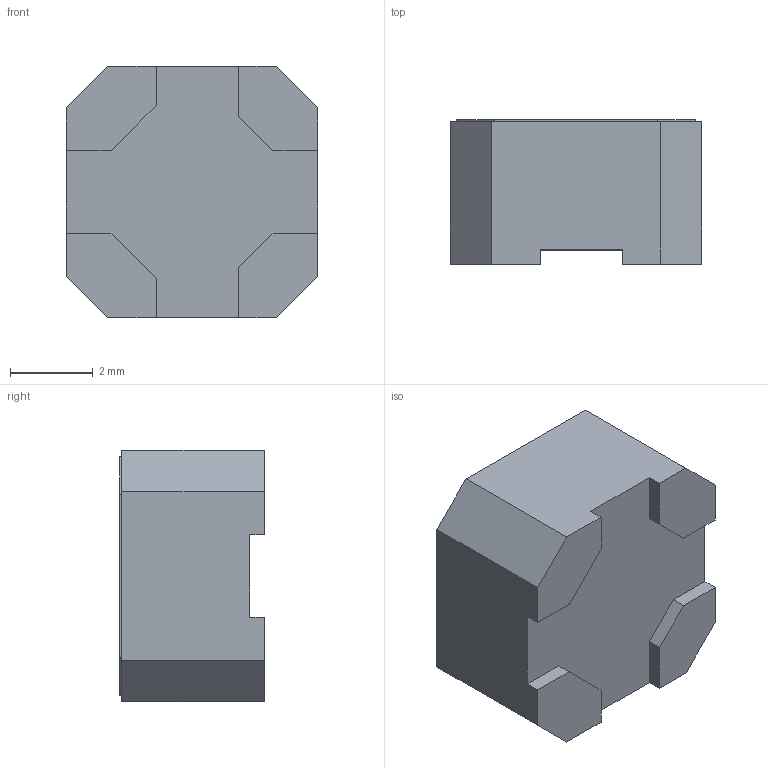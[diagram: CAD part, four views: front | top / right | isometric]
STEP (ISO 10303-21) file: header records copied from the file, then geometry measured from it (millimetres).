
FILE_DESCRIPTION (( 'STEP AP214' ), '1' );
FILE_NAME ('Coilcraft-LPR6235.STEP', '2019-01-15T12:46:15', ( '' ), ( '' ), 'SwSTEP 2.0', 'SolidWorks 2018', '' );
FILE_SCHEMA (( 'AUTOMOTIVE_DESIGN' ));
Length unit declared in the file: millimetre
Products named in the file (1): Coilcraft-LPR6235
Bounding box: 6.08 x 3.5 x 6.08 mm (x, y, z)
Volume: 114.4 mm3; surface area: 149.2 mm2
Topology: 1 solids, 1 shells, 74 faces, 198 edges, 132 vertices
Faces by surface type: plane 63, bspline 9, cylinder 2
Entity records: 2739 total; most frequent: CARTESIAN_POINT 522, ORIENTED_EDGE 396, DIRECTION 316, EDGE_CURVE 198, VECTOR 176, LINE 176, VERTEX_POINT 132, EDGE_LOOP 80
